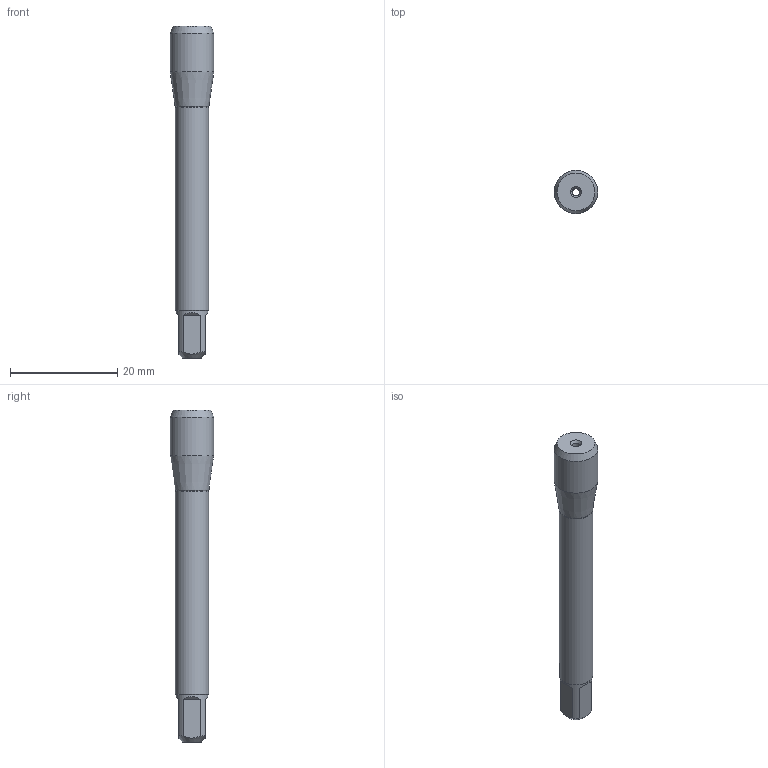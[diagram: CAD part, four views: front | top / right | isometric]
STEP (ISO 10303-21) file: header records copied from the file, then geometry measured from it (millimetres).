
FILE_DESCRIPTION(/* description */ (''),/* implementation_level */ '2;1');
FILE_NAME(/* name */ 'D607_20230210_094036_TB_1.STP',/* time_stamp */ '2023-02-10T09:41:52+01:00',/* author */ (''),/* organization */ ('SMS'),/* preprocessor_version */ 'ST-DEVELOPER v16.7',/* originating_system */ 'SIEMENS PLM Software NX 12.0',/* authorisation */ '');
FILE_SCHEMA (('AUTOMOTIVE_DESIGN { 1 0 10303 214 3 1 1 1 }'));
Length unit declared in the file: millimetre
Products named in the file (1): D607_20230210_094036_TB_1
Bounding box: 8.13 x 8.13 x 62 mm (x, y, z)
Volume: 1959.1 mm3; surface area: 1592.3 mm2
Topology: 1 solids, 1 shells, 26 faces, 119 edges, 156 vertices
Faces by surface type: plane 10, cone 9, cylinder 6, torus 1
Full cylindrical faces by diameter (mm): 1.4 x1, 1.5 x2, 5.952 x1, 6.2 x1, 8.127 x1
Entity records: 1198 total; most frequent: CARTESIAN_POINT 182, DIRECTION 170, ORIENTED_EDGE 82, LINE 66, VECTOR 66, STYLED_ITEM 62, PRESENTATION_STYLE_ASSIGNMENT 62, CURVE_STYLE 54
